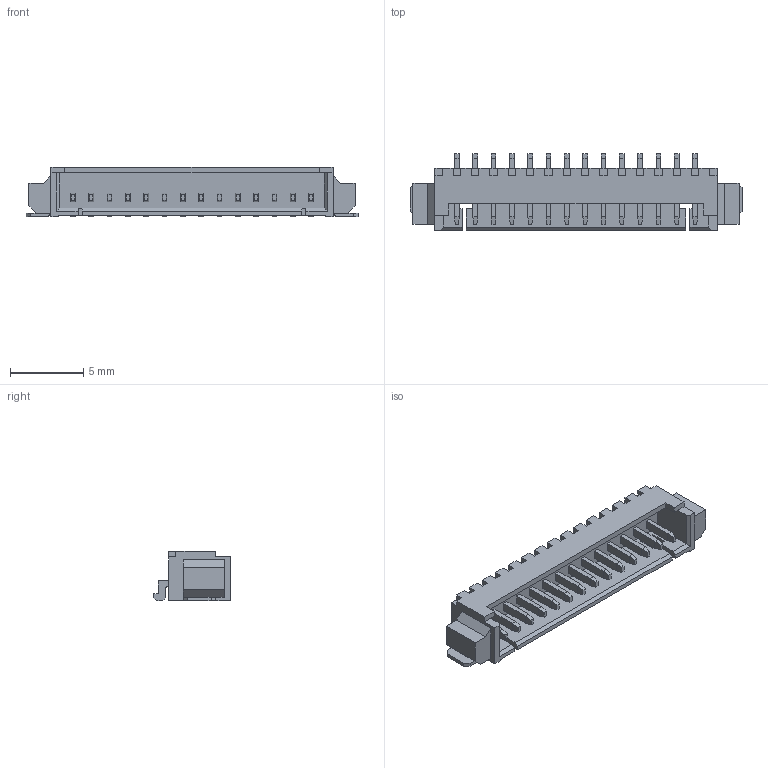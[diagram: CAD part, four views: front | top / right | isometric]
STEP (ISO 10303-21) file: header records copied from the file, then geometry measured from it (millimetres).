
FILE_DESCRIPTION(/* description */ ('model of Molex_PicoBlade_53261-1471_1x14-1MP_P1.25mm_Horizontal'),/* implementation_level */ '2;1');
FILE_NAME(/* name */ 'Molex_PicoBlade_53261-1471_1x14-1MP_P1.25mm_Horizontal.step',/* time_stamp */ '2018-06-18T10:24:09',/* author */ ('Rene Poeschl',''),/* organization */ (''),/* preprocessor_version */ '',/* originating_system */ '',/* authorisation */ '');
FILE_SCHEMA(('AUTOMOTIVE_DESIGN { 1 0 10303 214 1 1 1 1 }'));
Length unit declared in the file: millimetre
Products named in the file (1): Molex_53261_1471
Bounding box: 22.65 x 5.2 x 3.4 mm (x, y, z)
Volume: 149.5 mm3; surface area: 526.8 mm2
Topology: 1 solids, 1 shells, 445 faces, 1177 edges, 764 vertices
Faces by surface type: plane 425, cylinder 20
Entity records: 16567 total; most frequent: CARTESIAN_POINT 2387, ORIENTED_EDGE 2354, DIRECTION 2113, EDGE_CURVE 1177, LINE 1133, VECTOR 1133, VERTEX_POINT 764, AXIS2_PLACEMENT_3D 490
